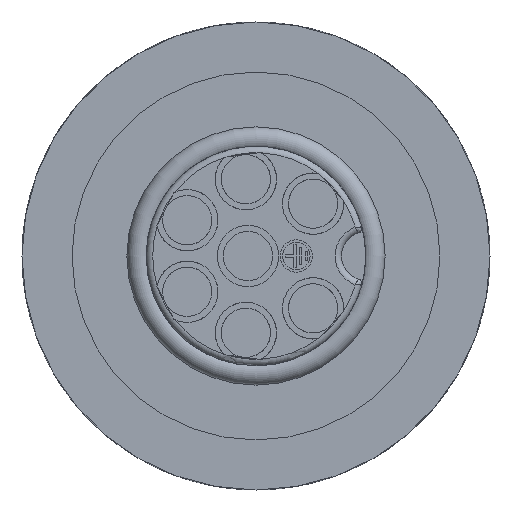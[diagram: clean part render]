
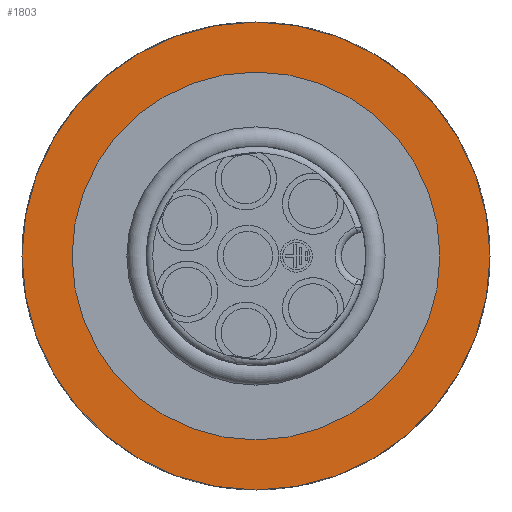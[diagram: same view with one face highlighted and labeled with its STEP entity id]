
A CAD part, front view. The second image highlights one B-rep face of the part: STEP entity #1803.
In plain terms, the highlighted planar face has unit normal (0, -1, 0).
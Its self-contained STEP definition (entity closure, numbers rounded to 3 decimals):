
#472=PLANE('',#5197);
#1803=ADVANCED_FACE('',(#1961,#1962),#472,.T.);
#1961=FACE_BOUND('',#2160,.T.);
#1962=FACE_BOUND('',#2161,.T.);
#2160=EDGE_LOOP('',(#3087));
#2161=EDGE_LOOP('',(#3088));
#3087=ORIENTED_EDGE('',*,*,#4743,.T.);
#3088=ORIENTED_EDGE('',*,*,#4515,.F.);
#3980=VERTEX_POINT('',#7801);
#4132=VERTEX_POINT('',#8258);
#4515=EDGE_CURVE('',#3980,#3980,#4954,.T.);
#4743=EDGE_CURVE('',#4132,#4132,#4955,.T.);
#4954=CIRCLE('',#5118,14.5);
#4955=CIRCLE('',#5196,11.4);
#5118=AXIS2_PLACEMENT_3D('',#7800,#5695,#5696);
#5196=AXIS2_PLACEMENT_3D('',#8257,#6078,#6079);
#5197=AXIS2_PLACEMENT_3D('',#8259,#6080,#6081);
#5695=DIRECTION('',(0.,1.,0.));
#5696=DIRECTION('',(1.,0.,0.));
#6078=DIRECTION('',(0.,1.,0.));
#6079=DIRECTION('',(1.,0.,0.));
#6080=DIRECTION('',(0.,-1.,0.));
#6081=DIRECTION('',(-1.,0.,0.));
#7800=CARTESIAN_POINT('',(0.,-15.8,0.));
#7801=CARTESIAN_POINT('',(14.5,-15.8,0.));
#8257=CARTESIAN_POINT('',(0.,-15.8,0.));
#8258=CARTESIAN_POINT('',(11.4,-15.8,0.));
#8259=CARTESIAN_POINT('',(0.,-15.8,0.));
